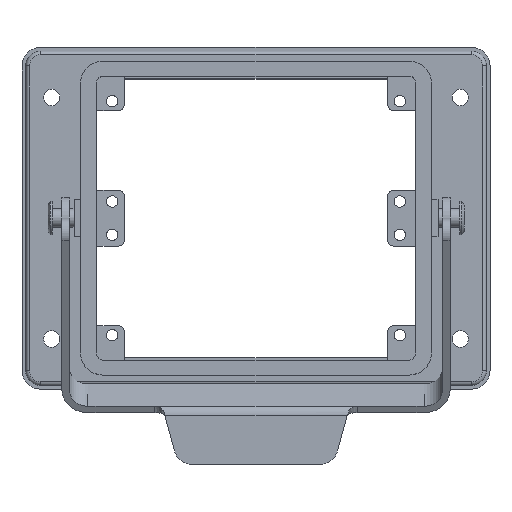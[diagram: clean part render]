
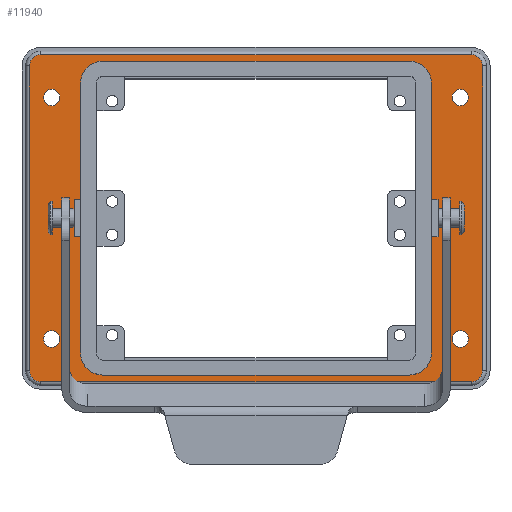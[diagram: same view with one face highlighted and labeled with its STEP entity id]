
A CAD part, top view. The second image highlights one B-rep face of the part: STEP entity #11940.
In plain terms, the highlighted planar face has unit normal (0, 0, 1).
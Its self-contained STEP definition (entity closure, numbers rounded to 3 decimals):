
#200=CARTESIAN_POINT('',(-47.,-36.,8.));
#210=VERTEX_POINT('',#200);
#240=CARTESIAN_POINT('',(-47.,0.,8.));
#250=DIRECTION('',(-0.,-1.,0.));
#260=VECTOR('',#250,1.);
#270=LINE('',#240,#260);
#280=CARTESIAN_POINT('',(-47.,-5.,8.));
#290=VERTEX_POINT('',#280);
#300=EDGE_CURVE('',#290,#210,#270,.T.);
#8220=CARTESIAN_POINT('',(58.,41.,8.));
#8230=DIRECTION('',(0.,0.,-1.));
#8240=DIRECTION('',(0.707,0.707,
0.));
#8250=AXIS2_PLACEMENT_3D('',#8220,#8230,#8240);
#8260=CIRCLE('',#8250,3.);
#8270=CARTESIAN_POINT('',(58.,44.,8.));
#8280=VERTEX_POINT('',#8270);
#8290=CARTESIAN_POINT('',(61.,41.,8.));
#8300=VERTEX_POINT('',#8290);
#8310=EDGE_CURVE('',#8280,#8300,#8260,.T.);
#9100=CARTESIAN_POINT('',(-58.,44.,8.));
#9110=VERTEX_POINT('',#9100);
#9160=CARTESIAN_POINT('',(-58.,44.,8.));
#9170=DIRECTION('',(1.,0.,0.));
#9180=VECTOR('',#9170,116.);
#9190=LINE('',#9160,#9180);
#9200=EDGE_CURVE('',#9110,#8280,#9190,.T.);
#9300=CARTESIAN_POINT('',(-58.,41.,8.));
#9310=DIRECTION('',(0.,0.,-1.));
#9320=DIRECTION('',(-0.707,0.707,
0.));
#9330=AXIS2_PLACEMENT_3D('',#9300,#9310,#9320);
#9340=CIRCLE('',#9330,3.);
#9350=CARTESIAN_POINT('',(-61.,41.,8.));
#9360=VERTEX_POINT('',#9350);
#9370=EDGE_CURVE('',#9360,#9110,#9340,.T.);
#9590=CARTESIAN_POINT('',(0.,0.,8.));
#9600=DIRECTION('',(0.,0.,1.));
#9610=DIRECTION('',(1.,0.,0.));
#9620=AXIS2_PLACEMENT_3D('',#9590,#9600,#9610);
#9630=PLANE('',#9620);
#9640=CARTESIAN_POINT('',(55.,-32.5,8.));
#9650=DIRECTION('',(0.,0.,-1.));
#9660=DIRECTION('',(-1.,0.,0.));
#9670=AXIS2_PLACEMENT_3D('',#9640,#9650,#9660);
#9680=CIRCLE('',#9670,2.2);
#9690=CARTESIAN_POINT('',(52.8,-32.5,8.));
#9700=VERTEX_POINT('',#9690);
#9710=CARTESIAN_POINT('',(57.2,-32.5,8.));
#9720=VERTEX_POINT('',#9710);
#9730=EDGE_CURVE('',#9700,#9720,#9680,.T.);
#9740=ORIENTED_EDGE('',*,*,#9730,.T.);
#9750=EDGE_CURVE('',#9720,#9700,#9680,.T.);
#9760=ORIENTED_EDGE('',*,*,#9750,.T.);
#9770=EDGE_LOOP('',(#9760,#9740));
#9780=FACE_BOUND('',#9770,.T.);
#9790=CARTESIAN_POINT('',(55.,32.5,8.));
#9800=DIRECTION('',(0.,0.,-1.));
#9810=DIRECTION('',(-1.,0.,0.));
#9820=AXIS2_PLACEMENT_3D('',#9790,#9800,#9810);
#9830=CIRCLE('',#9820,2.2);
#9840=CARTESIAN_POINT('',(52.8,32.5,8.));
#9850=VERTEX_POINT('',#9840);
#9860=CARTESIAN_POINT('',(57.2,32.5,8.));
#9870=VERTEX_POINT('',#9860);
#9880=EDGE_CURVE('',#9850,#9870,#9830,.T.);
#9890=ORIENTED_EDGE('',*,*,#9880,.T.);
#9900=EDGE_CURVE('',#9870,#9850,#9830,.T.);
#9910=ORIENTED_EDGE('',*,*,#9900,.T.);
#9920=EDGE_LOOP('',(#9910,#9890));
#9930=FACE_BOUND('',#9920,.T.);
#9940=CARTESIAN_POINT('',(-55.,32.5,8.));
#9950=DIRECTION('',(0.,0.,-1.));
#9960=DIRECTION('',(-1.,0.,0.));
#9970=AXIS2_PLACEMENT_3D('',#9940,#9950,#9960);
#9980=CIRCLE('',#9970,2.2);
#9990=CARTESIAN_POINT('',(-57.2,32.5,8.));
#10000=VERTEX_POINT('',#9990);
#10010=CARTESIAN_POINT('',(-52.8,32.5,8.));
#10020=VERTEX_POINT('',#10010);
#10030=EDGE_CURVE('',#10000,#10020,#9980,.T.);
#10040=ORIENTED_EDGE('',*,*,#10030,.T.);
#10050=EDGE_CURVE('',#10020,#10000,#9980,.T.);
#10060=ORIENTED_EDGE('',*,*,#10050,.T.);
#10070=EDGE_LOOP('',(#10060,#10040));
#10080=FACE_BOUND('',#10070,.T.);
#10090=CARTESIAN_POINT('',(0.,-5.,8.));
#10100=DIRECTION('',(-1.,0.,0.));
#10110=VECTOR('',#10100,1.);
#10120=LINE('',#10090,#10110);
#10130=CARTESIAN_POINT('',(-49.,-5.,8.));
#10140=VERTEX_POINT('',#10130);
#10150=EDGE_CURVE('',#290,#10140,#10120,.T.);
#10160=ORIENTED_EDGE('',*,*,#10150,.T.);
#10170=ORIENTED_EDGE('',*,*,#300,.F.);
#10180=CARTESIAN_POINT('',(-41.,-36.,8.));
#10190=DIRECTION('',(0.,0.,1.));
#10200=DIRECTION('',(1.,0.,0.));
#10210=AXIS2_PLACEMENT_3D('',#10180,#10190,#10200);
#10220=CIRCLE('',#10210,6.);
#10230=CARTESIAN_POINT('',(-41.,-42.,8.));
#10240=VERTEX_POINT('',#10230);
#10250=EDGE_CURVE('',#210,#10240,#10220,.T.);
#10260=ORIENTED_EDGE('',*,*,#10250,.F.);
#10270=CARTESIAN_POINT('',(0.,-42.,8.));
#10280=DIRECTION('',(1.,0.,0.));
#10290=VECTOR('',#10280,1.);
#10300=LINE('',#10270,#10290);
#10310=CARTESIAN_POINT('',(41.,-42.,8.));
#10320=VERTEX_POINT('',#10310);
#10330=EDGE_CURVE('',#10240,#10320,#10300,.T.);
#10340=ORIENTED_EDGE('',*,*,#10330,.F.);
#10350=CARTESIAN_POINT('',(41.,-36.,8.));
#10360=DIRECTION('',(0.,0.,1.));
#10370=DIRECTION('',(0.,1.,0.));
#10380=AXIS2_PLACEMENT_3D('',#10350,#10360,#10370);
#10390=CIRCLE('',#10380,6.);
#10400=CARTESIAN_POINT('',(47.,-36.,8.));
#10410=VERTEX_POINT('',#10400);
#10420=EDGE_CURVE('',#10320,#10410,#10390,.T.);
#10430=ORIENTED_EDGE('',*,*,#10420,.F.);
#10440=CARTESIAN_POINT('',(47.,0.,8.));
#10450=DIRECTION('',(-0.,1.,-0.));
#10460=VECTOR('',#10450,1.);
#10470=LINE('',#10440,#10460);
#10480=CARTESIAN_POINT('',(47.,-5.,8.));
#10490=VERTEX_POINT('',#10480);
#10500=EDGE_CURVE('',#10410,#10490,#10470,.T.);
#10510=ORIENTED_EDGE('',*,*,#10500,.F.);
#10520=CARTESIAN_POINT('',(0.,-5.,8.));
#10530=DIRECTION('',(-1.,-0.,-0.));
#10540=VECTOR('',#10530,1.);
#10550=LINE('',#10520,#10540);
#10560=CARTESIAN_POINT('',(49.,-5.,8.));
#10570=VERTEX_POINT('',#10560);
#10580=EDGE_CURVE('',#10570,#10490,#10550,.T.);
#10590=ORIENTED_EDGE('',*,*,#10580,.T.);
#10600=CARTESIAN_POINT('',(49.,0.,8.));
#10610=DIRECTION('',(0.,-1.,0.));
#10620=VECTOR('',#10610,1.);
#10630=LINE('',#10600,#10620);
#10640=CARTESIAN_POINT('',(49.,5.,8.));
#10650=VERTEX_POINT('',#10640);
#10660=EDGE_CURVE('',#10650,#10570,#10630,.T.);
#10670=ORIENTED_EDGE('',*,*,#10660,.T.);
#10680=CARTESIAN_POINT('',(0.,5.,8.));
#10690=DIRECTION('',(1.,-0.,-0.));
#10700=VECTOR('',#10690,1.);
#10710=LINE('',#10680,#10700);
#10720=CARTESIAN_POINT('',(47.,5.,8.));
#10730=VERTEX_POINT('',#10720);
#10740=EDGE_CURVE('',#10730,#10650,#10710,.T.);
#10750=ORIENTED_EDGE('',*,*,#10740,.T.);
#10760=CARTESIAN_POINT('',(47.,0.,8.));
#10770=DIRECTION('',(-0.,1.,-0.));
#10780=VECTOR('',#10770,1.);
#10790=LINE('',#10760,#10780);
#10800=CARTESIAN_POINT('',(47.,36.,8.));
#10810=VERTEX_POINT('',#10800);
#10820=EDGE_CURVE('',#10730,#10810,#10790,.T.);
#10830=ORIENTED_EDGE('',*,*,#10820,.F.);
#10840=CARTESIAN_POINT('',(41.,36.,8.));
#10850=DIRECTION('',(0.,0.,1.));
#10860=DIRECTION('',(-1.,0.,0.));
#10870=AXIS2_PLACEMENT_3D('',#10840,#10850,#10860);
#10880=CIRCLE('',#10870,6.);
#10890=CARTESIAN_POINT('',(41.,42.,8.));
#10900=VERTEX_POINT('',#10890);
#10910=EDGE_CURVE('',#10810,#10900,#10880,.T.);
#10920=ORIENTED_EDGE('',*,*,#10910,.F.);
#10930=CARTESIAN_POINT('',(0.,42.,8.));
#10940=DIRECTION('',(-1.,0.,0.));
#10950=VECTOR('',#10940,1.);
#10960=LINE('',#10930,#10950);
#10970=CARTESIAN_POINT('',(-41.,42.,8.));
#10980=VERTEX_POINT('',#10970);
#10990=EDGE_CURVE('',#10900,#10980,#10960,.T.);
#11000=ORIENTED_EDGE('',*,*,#10990,.F.);
#11010=CARTESIAN_POINT('',(-41.,36.,8.));
#11020=DIRECTION('',(0.,0.,1.));
#11030=DIRECTION('',(0.,-1.,0.));
#11040=AXIS2_PLACEMENT_3D('',#11010,#11020,#11030);
#11050=CIRCLE('',#11040,6.);
#11060=CARTESIAN_POINT('',(-47.,36.,8.));
#11070=VERTEX_POINT('',#11060);
#11080=EDGE_CURVE('',#10980,#11070,#11050,.T.);
#11090=ORIENTED_EDGE('',*,*,#11080,.F.);
#11100=CARTESIAN_POINT('',(-47.,0.,8.));
#11110=DIRECTION('',(-0.,-1.,0.));
#11120=VECTOR('',#11110,1.);
#11130=LINE('',#11100,#11120);
#11140=CARTESIAN_POINT('',(-47.,5.,8.));
#11150=VERTEX_POINT('',#11140);
#11160=EDGE_CURVE('',#11070,#11150,#11130,.T.);
#11170=ORIENTED_EDGE('',*,*,#11160,.F.);
#11180=CARTESIAN_POINT('',(0.,5.,8.));
#11190=DIRECTION('',(1.,-0.,-0.));
#11200=VECTOR('',#11190,1.);
#11210=LINE('',#11180,#11200);
#11220=CARTESIAN_POINT('',(-49.,5.,8.));
#11230=VERTEX_POINT('',#11220);
#11240=EDGE_CURVE('',#11230,#11150,#11210,.T.);
#11250=ORIENTED_EDGE('',*,*,#11240,.T.);
#11260=CARTESIAN_POINT('',(-49.,0.,8.));
#11270=DIRECTION('',(0.,1.,-0.));
#11280=VECTOR('',#11270,1.);
#11290=LINE('',#11260,#11280);
#11300=EDGE_CURVE('',#10140,#11230,#11290,.T.);
#11310=ORIENTED_EDGE('',*,*,#11300,.T.);
#11320=EDGE_LOOP('',(#11310,#11250,#11170,#11090,#11000,#10920,#10830,
#10750,#10670,#10590,#10510,#10430,#10340,#10260,#10170,#10160));
#11330=FACE_BOUND('',#11320,.T.);
#11340=CARTESIAN_POINT('',(-55.,-32.5,8.));
#11350=DIRECTION('',(0.,0.,-1.));
#11360=DIRECTION('',(-1.,0.,0.));
#11370=AXIS2_PLACEMENT_3D('',#11340,#11350,#11360);
#11380=CIRCLE('',#11370,2.2);
#11390=CARTESIAN_POINT('',(-57.2,-32.5,8.));
#11400=VERTEX_POINT('',#11390);
#11410=CARTESIAN_POINT('',(-52.8,-32.5,8.));
#11420=VERTEX_POINT('',#11410);
#11430=EDGE_CURVE('',#11400,#11420,#11380,.T.);
#11440=ORIENTED_EDGE('',*,*,#11430,.T.);
#11450=EDGE_CURVE('',#11420,#11400,#11380,.T.);
#11460=ORIENTED_EDGE('',*,*,#11450,.T.);
#11470=EDGE_LOOP('',(#11460,#11440));
#11480=FACE_BOUND('',#11470,.T.);
#11490=ORIENTED_EDGE('',*,*,#8310,.F.);
#11500=CARTESIAN_POINT('',(61.,41.,8.));
#11510=DIRECTION('',(0.,-1.,0.));
#11520=VECTOR('',#11510,82.);
#11530=LINE('',#11500,#11520);
#11540=CARTESIAN_POINT('',(61.,-41.,8.));
#11550=VERTEX_POINT('',#11540);
#11560=EDGE_CURVE('',#8300,#11550,#11530,.T.);
#11570=ORIENTED_EDGE('',*,*,#11560,.F.);
#11580=CARTESIAN_POINT('',(58.,-41.,8.));
#11590=DIRECTION('',(0.,0.,-1.));
#11600=DIRECTION('',(0.707,-0.707,
0.));
#11610=AXIS2_PLACEMENT_3D('',#11580,#11590,#11600);
#11620=CIRCLE('',#11610,3.);
#11630=CARTESIAN_POINT('',(58.,-44.,8.));
#11640=VERTEX_POINT('',#11630);
#11650=EDGE_CURVE('',#11550,#11640,#11620,.T.);
#11660=ORIENTED_EDGE('',*,*,#11650,.F.);
#11670=CARTESIAN_POINT('',(58.,-44.,8.));
#11680=DIRECTION('',(-1.,0.,0.));
#11690=VECTOR('',#11680,116.);
#11700=LINE('',#11670,#11690);
#11710=CARTESIAN_POINT('',(-58.,-44.,8.));
#11720=VERTEX_POINT('',#11710);
#11730=EDGE_CURVE('',#11640,#11720,#11700,.T.);
#11740=ORIENTED_EDGE('',*,*,#11730,.F.);
#11750=CARTESIAN_POINT('',(-58.,-41.,8.));
#11760=DIRECTION('',(0.,0.,-1.));
#11770=DIRECTION('',(-0.707,-0.707,
0.));
#11780=AXIS2_PLACEMENT_3D('',#11750,#11760,#11770);
#11790=CIRCLE('',#11780,3.);
#11800=CARTESIAN_POINT('',(-61.,-41.,8.));
#11810=VERTEX_POINT('',#11800);
#11820=EDGE_CURVE('',#11720,#11810,#11790,.T.);
#11830=ORIENTED_EDGE('',*,*,#11820,.F.);
#11840=CARTESIAN_POINT('',(-61.,-41.,8.));
#11850=DIRECTION('',(0.,1.,0.));
#11860=VECTOR('',#11850,82.);
#11870=LINE('',#11840,#11860);
#11880=EDGE_CURVE('',#11810,#9360,#11870,.T.);
#11890=ORIENTED_EDGE('',*,*,#11880,.F.);
#11900=ORIENTED_EDGE('',*,*,#9370,.F.);
#11910=ORIENTED_EDGE('',*,*,#9200,.F.);
#11920=EDGE_LOOP('',(#11910,#11900,#11890,#11830,#11740,#11660,#11570,
#11490));
#11930=FACE_OUTER_BOUND('',#11920,.T.);
#11940=ADVANCED_FACE('',(#9780,#9930,#10080,#11330,#11480,#11930),#9630,
.T.);
